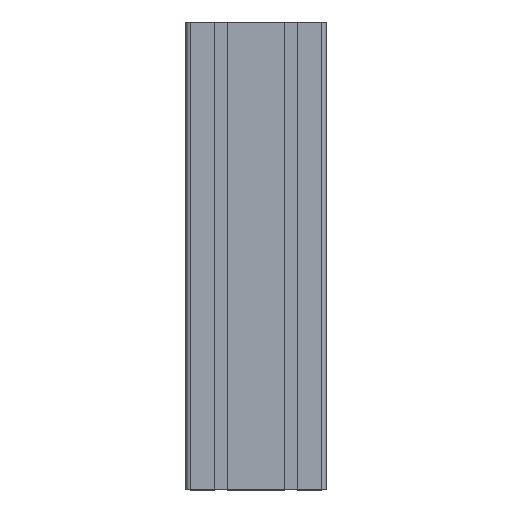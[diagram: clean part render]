
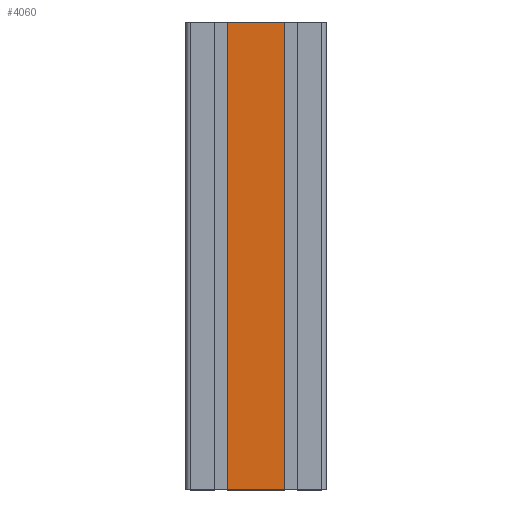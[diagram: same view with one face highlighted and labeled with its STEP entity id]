
A CAD part, top view. The second image highlights one B-rep face of the part: STEP entity #4060.
In plain terms, the highlighted face is planar.
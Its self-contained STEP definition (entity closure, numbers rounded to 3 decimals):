
#403 = CARTESIAN_POINT ( 'NONE',  ( 18.4, 45., 0. ) ) ;
#414 = LINE ( 'NONE', #403, #5163 ) ;
#417 = DIRECTION ( 'NONE',  ( -1., 0., 0. ) ) ;
#466 = LINE ( 'NONE', #467, #3386 ) ;
#467 = CARTESIAN_POINT ( 'NONE',  ( 18.4, 45., -300. ) ) ;
#468 = DIRECTION ( 'NONE',  ( 0., 0., 1. ) ) ;
#507 = DIRECTION ( 'NONE',  ( 0., 0., 1. ) ) ;
#512 = CARTESIAN_POINT ( 'NONE',  ( -18.4, 45., -300. ) ) ;
#513 = LINE ( 'NONE', #512, #3366 ) ;
#730 = LINE ( 'NONE', #736, #5602 ) ;
#731 = DIRECTION ( 'NONE',  ( -1., 0., 0. ) ) ;
#736 = CARTESIAN_POINT ( 'NONE',  ( 18.4, 45., -300. ) ) ;
#1580 = CARTESIAN_POINT ( 'NONE',  ( -18.4, 45., -300. ) ) ;
#1588 = CARTESIAN_POINT ( 'NONE',  ( 18.4, 45., 0. ) ) ;
#1594 = CARTESIAN_POINT ( 'NONE',  ( 18.4, 45., -300. ) ) ;
#1627 = CARTESIAN_POINT ( 'NONE',  ( -18.4, 45., 0. ) ) ;
#2194 = PLANE ( 'NONE',  #5194 ) ;
#2195 = CARTESIAN_POINT ( 'NONE',  ( 18.4, 45., -300. ) ) ;
#2197 = FACE_OUTER_BOUND ( 'NONE', #6945, .T. ) ;
#2201 = DIRECTION ( 'NONE',  ( 0., 1., 0. ) ) ;
#2203 = DIRECTION ( 'NONE',  ( 0., 0., 1. ) ) ;
#2823 = VERTEX_POINT ( 'NONE', #1594 ) ;
#2826 = VERTEX_POINT ( 'NONE', #1580 ) ;
#2835 = VERTEX_POINT ( 'NONE', #1588 ) ;
#2880 = VERTEX_POINT ( 'NONE', #1627 ) ;
#3366 = VECTOR ( 'NONE', #507, 1000. ) ;
#3386 = VECTOR ( 'NONE', #468, 1000. ) ;
#4060 = ADVANCED_FACE ( 'PLANAR_21', ( #2197 ), #2194, .T. ) ;
#4548 = EDGE_CURVE ( 'NONE', #2823, #2826, #730, .T. ) ;
#4579 = EDGE_CURVE ( 'NONE', #2835, #2880, #414, .T. ) ;
#4603 = EDGE_CURVE ( 'NONE', #2823, #2835, #466, .T. ) ;
#4616 = EDGE_CURVE ( 'NONE', #2826, #2880, #513, .T. ) ;
#5163 = VECTOR ( 'NONE', #417, 1000. ) ;
#5194 = AXIS2_PLACEMENT_3D ( 'NONE', #2195, #2201, #2203 ) ;
#5602 = VECTOR ( 'NONE', #731, 1000. ) ;
#6604 = ORIENTED_EDGE ( 'NONE', *, *, #4579, .F. ) ;
#6629 = ORIENTED_EDGE ( 'NONE', *, *, #4548, .T. ) ;
#6643 = ORIENTED_EDGE ( 'NONE', *, *, #4616, .T. ) ;
#6645 = ORIENTED_EDGE ( 'NONE', *, *, #4603, .F. ) ;
#6945 = EDGE_LOOP ( 'NONE', ( #6604, #6645, #6629, #6643 ) ) ;
